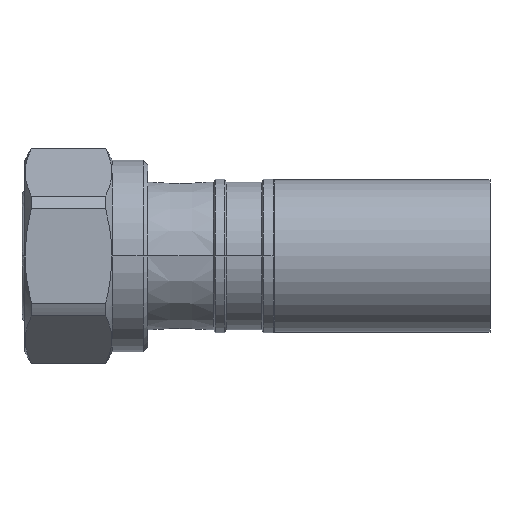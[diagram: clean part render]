
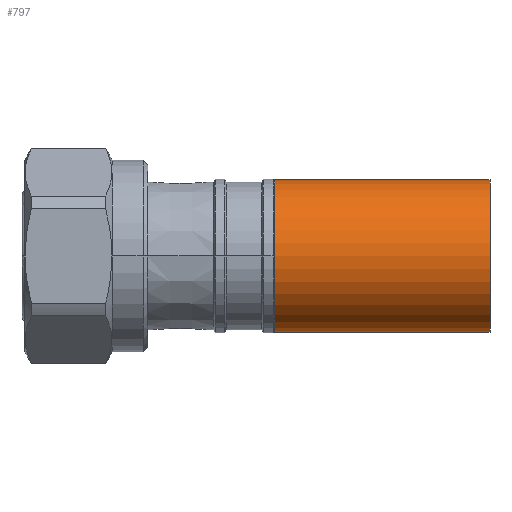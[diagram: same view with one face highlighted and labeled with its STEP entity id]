
A CAD part, front view. The second image highlights one B-rep face of the part: STEP entity #797.
In plain terms, the highlighted cylindrical face has radius 8.7 mm (diameter 17.4 mm), a partial arc.
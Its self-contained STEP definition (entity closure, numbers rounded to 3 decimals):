
#61 = ORIENTED_EDGE ( 'NONE', *, *, #2602, .F. ) ;
#89 = CIRCLE ( 'NONE', #1653, 8.7 ) ;
#114 = DIRECTION ( 'NONE',  ( 0., 0., 1. ) ) ;
#284 = LINE ( 'NONE', #939, #2399 ) ;
#373 = EDGE_CURVE ( 'NONE', #1967, #2507, #2607, .T. ) ;
#376 = CYLINDRICAL_SURFACE ( 'NONE', #2714, 8.7 ) ;
#443 = FACE_OUTER_BOUND ( 'NONE', #2485, .T. ) ;
#451 = VERTEX_POINT ( 'NONE', #618 ) ;
#470 = EDGE_CURVE ( 'NONE', #969, #2507, #89, .T. ) ;
#618 = CARTESIAN_POINT ( 'NONE',  ( 53.293, 0., -8.7 ) ) ;
#656 = DIRECTION ( 'NONE',  ( -1., 0., 0. ) ) ;
#672 = DIRECTION ( 'NONE',  ( -1., 0., 0. ) ) ;
#797 = ADVANCED_FACE ( 'NONE', ( #443 ), #376, .T. ) ;
#882 = DIRECTION ( 'NONE',  ( 0., 0., 1. ) ) ;
#939 = CARTESIAN_POINT ( 'NONE',  ( 0., 0., -8.7 ) ) ;
#969 = VERTEX_POINT ( 'NONE', #2038 ) ;
#1038 = ORIENTED_EDGE ( 'NONE', *, *, #373, .T. ) ;
#1152 = DIRECTION ( 'NONE',  ( -1., 0., 0. ) ) ;
#1430 = CARTESIAN_POINT ( 'NONE',  ( 28.793, 0., 0. ) ) ;
#1465 = VECTOR ( 'NONE', #1869, 1000. ) ;
#1471 = CARTESIAN_POINT ( 'NONE',  ( 53.293, 0., 8.7 ) ) ;
#1528 = ORIENTED_EDGE ( 'NONE', *, *, #470, .F. ) ;
#1568 = AXIS2_PLACEMENT_3D ( 'NONE', #1943, #656, #2172 ) ;
#1640 = DIRECTION ( 'NONE',  ( -1., 0., 0. ) ) ;
#1653 = AXIS2_PLACEMENT_3D ( 'NONE', #1430, #1640, #114 ) ;
#1690 = CIRCLE ( 'NONE', #1568, 8.7 ) ;
#1702 = CARTESIAN_POINT ( 'NONE',  ( 28.793, 0., 8.7 ) ) ;
#1732 = ORIENTED_EDGE ( 'NONE', *, *, #2070, .T. ) ;
#1869 = DIRECTION ( 'NONE',  ( -1., 0., 0. ) ) ;
#1943 = CARTESIAN_POINT ( 'NONE',  ( 53.293, 0., 0. ) ) ;
#1967 = VERTEX_POINT ( 'NONE', #1471 ) ;
#2038 = CARTESIAN_POINT ( 'NONE',  ( 28.793, 0., -8.7 ) ) ;
#2070 = EDGE_CURVE ( 'NONE', #451, #1967, #1690, .T. ) ;
#2172 = DIRECTION ( 'NONE',  ( 0., 0., 1. ) ) ;
#2399 = VECTOR ( 'NONE', #1152, 1000. ) ;
#2404 = CARTESIAN_POINT ( 'NONE',  ( 0., 0., 0. ) ) ;
#2485 = EDGE_LOOP ( 'NONE', ( #61, #1732, #1038, #1528 ) ) ;
#2507 = VERTEX_POINT ( 'NONE', #1702 ) ;
#2509 = CARTESIAN_POINT ( 'NONE',  ( 0., 0., 8.7 ) ) ;
#2602 = EDGE_CURVE ( 'NONE', #451, #969, #284, .T. ) ;
#2607 = LINE ( 'NONE', #2509, #1465 ) ;
#2714 = AXIS2_PLACEMENT_3D ( 'NONE', #2404, #672, #882 ) ;
